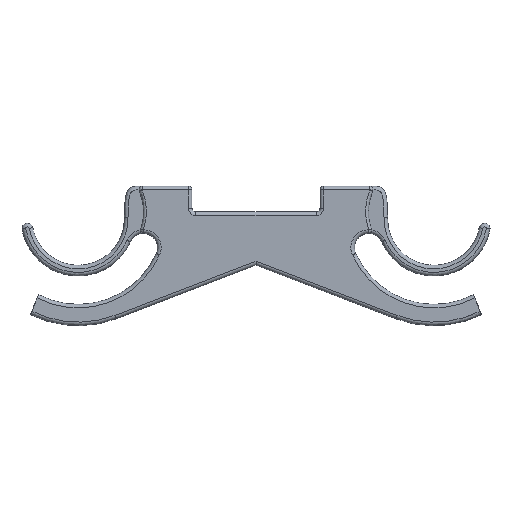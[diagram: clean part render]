
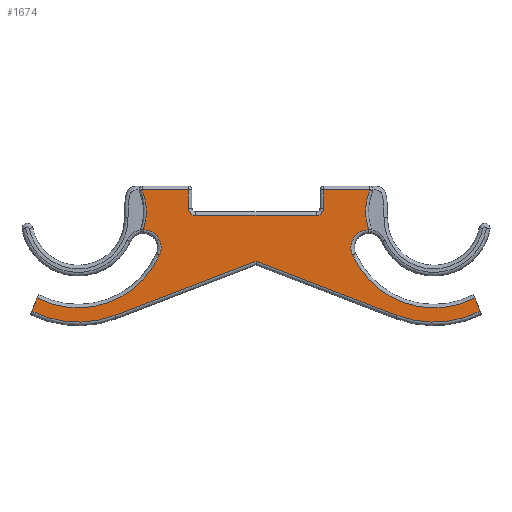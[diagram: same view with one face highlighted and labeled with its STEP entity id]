
A CAD part, top view. The second image highlights one B-rep face of the part: STEP entity #1674.
In plain terms, the highlighted planar face has unit normal (0, 0, 1).
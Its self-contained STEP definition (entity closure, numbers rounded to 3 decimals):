
#69=PLANE('',#1830);
#85=B_SPLINE_CURVE_WITH_KNOTS('',3,(#2486,#2487,#2488,#2489,#2490,#2491),
 .UNSPECIFIED.,.F.,.F.,(4,1,1,4),(-2.867,-2.048,-1.229,
0.),.UNSPECIFIED.);
#86=B_SPLINE_CURVE_WITH_KNOTS('',3,(#2512,#2513,#2514,#2515,#2516,#2517),
 .UNSPECIFIED.,.F.,.F.,(4,1,1,4),(-2.867,-2.048,-1.229,
0.),.UNSPECIFIED.);
#196=LINE('',#2408,#259);
#199=LINE('',#2433,#262);
#203=LINE('',#2439,#266);
#212=LINE('',#2473,#275);
#214=LINE('',#2484,#277);
#215=LINE('',#2497,#278);
#216=LINE('',#2501,#279);
#217=LINE('',#2503,#280);
#218=LINE('',#2507,#281);
#259=VECTOR('',#1996,10.);
#262=VECTOR('',#2023,10.);
#266=VECTOR('',#2031,10.);
#275=VECTOR('',#2076,10.);
#277=VECTOR('',#2080,10.);
#278=VECTOR('',#2085,10.);
#279=VECTOR('',#2088,10.);
#280=VECTOR('',#2089,10.);
#281=VECTOR('',#2092,10.);
#369=FACE_OUTER_BOUND('',#482,.T.);
#482=EDGE_LOOP('',(#1171,#1172,#1173,#1174,#1175,#1176,#1177,#1178,#1179,
#1180,#1181,#1182,#1183,#1184,#1185,#1186,#1187,#1188,#1189));
#586=CIRCLE('',#1794,5.);
#592=CIRCLE('',#1804,5.);
#606=CIRCLE('',#1831,12.5);
#607=CIRCLE('',#1832,62.5);
#608=CIRCLE('',#1833,72.5);
#609=CIRCLE('',#1834,72.5);
#610=CIRCLE('',#1835,62.5);
#611=CIRCLE('',#1836,12.5);
#681=VERTEX_POINT('',#2394);
#683=VERTEX_POINT('',#2398);
#685=VERTEX_POINT('',#2406);
#690=VERTEX_POINT('',#2420);
#691=VERTEX_POINT('',#2421);
#694=VERTEX_POINT('',#2429);
#702=VERTEX_POINT('',#2472);
#704=VERTEX_POINT('',#2483);
#705=VERTEX_POINT('',#2485);
#706=VERTEX_POINT('',#2492);
#707=VERTEX_POINT('',#2494);
#708=VERTEX_POINT('',#2496);
#709=VERTEX_POINT('',#2498);
#710=VERTEX_POINT('',#2500);
#711=VERTEX_POINT('',#2502);
#712=VERTEX_POINT('',#2504);
#713=VERTEX_POINT('',#2506);
#714=VERTEX_POINT('',#2508);
#715=VERTEX_POINT('',#2510);
#842=EDGE_CURVE('',#683,#681,#586,.T.);
#846=EDGE_CURVE('',#685,#683,#196,.T.);
#852=EDGE_CURVE('',#690,#691,#592,.T.);
#858=EDGE_CURVE('',#691,#694,#199,.T.);
#862=EDGE_CURVE('',#681,#690,#203,.T.);
#880=EDGE_CURVE('',#702,#694,#212,.T.);
#883=EDGE_CURVE('',#704,#685,#214,.T.);
#884=EDGE_CURVE('',#705,#704,#85,.T.);
#885=EDGE_CURVE('',#706,#705,#606,.T.);
#886=EDGE_CURVE('',#707,#706,#607,.T.);
#887=EDGE_CURVE('',#707,#708,#215,.T.);
#888=EDGE_CURVE('',#709,#708,#608,.T.);
#889=EDGE_CURVE('',#710,#709,#216,.T.);
#890=EDGE_CURVE('',#710,#711,#217,.T.);
#891=EDGE_CURVE('',#711,#712,#609,.T.);
#892=EDGE_CURVE('',#713,#712,#218,.T.);
#893=EDGE_CURVE('',#713,#714,#610,.T.);
#894=EDGE_CURVE('',#714,#715,#611,.T.);
#895=EDGE_CURVE('',#715,#702,#86,.T.);
#1171=ORIENTED_EDGE('',*,*,#858,.F.);
#1172=ORIENTED_EDGE('',*,*,#852,.F.);
#1173=ORIENTED_EDGE('',*,*,#862,.F.);
#1174=ORIENTED_EDGE('',*,*,#842,.F.);
#1175=ORIENTED_EDGE('',*,*,#846,.F.);
#1176=ORIENTED_EDGE('',*,*,#883,.F.);
#1177=ORIENTED_EDGE('',*,*,#884,.F.);
#1178=ORIENTED_EDGE('',*,*,#885,.F.);
#1179=ORIENTED_EDGE('',*,*,#886,.F.);
#1180=ORIENTED_EDGE('',*,*,#887,.T.);
#1181=ORIENTED_EDGE('',*,*,#888,.F.);
#1182=ORIENTED_EDGE('',*,*,#889,.F.);
#1183=ORIENTED_EDGE('',*,*,#890,.T.);
#1184=ORIENTED_EDGE('',*,*,#891,.T.);
#1185=ORIENTED_EDGE('',*,*,#892,.F.);
#1186=ORIENTED_EDGE('',*,*,#893,.T.);
#1187=ORIENTED_EDGE('',*,*,#894,.T.);
#1188=ORIENTED_EDGE('',*,*,#895,.T.);
#1189=ORIENTED_EDGE('',*,*,#880,.T.);
#1674=ADVANCED_FACE('',(#369),#69,.T.);
#1794=AXIS2_PLACEMENT_3D('',#2400,#1986,#1987);
#1804=AXIS2_PLACEMENT_3D('',#2422,#2010,#2011);
#1830=AXIS2_PLACEMENT_3D('',#2482,#2078,#2079);
#1831=AXIS2_PLACEMENT_3D('',#2493,#2081,#2082);
#1832=AXIS2_PLACEMENT_3D('',#2495,#2083,#2084);
#1833=AXIS2_PLACEMENT_3D('',#2499,#2086,#2087);
#1834=AXIS2_PLACEMENT_3D('',#2505,#2090,#2091);
#1835=AXIS2_PLACEMENT_3D('',#2509,#2093,#2094);
#1836=AXIS2_PLACEMENT_3D('',#2511,#2095,#2096);
#1986=DIRECTION('center_axis',(0.,0.,1.));
#1987=DIRECTION('ref_axis',(-0.707,-0.707,0.));
#1996=DIRECTION('',(0.,-1.,0.));
#2010=DIRECTION('center_axis',(0.,0.,1.));
#2011=DIRECTION('ref_axis',(0.707,-0.707,0.));
#2023=DIRECTION('',(0.,1.,0.));
#2031=DIRECTION('',(1.,0.,0.));
#2076=DIRECTION('',(-1.,0.,0.));
#2078=DIRECTION('center_axis',(0.,0.,1.));
#2079=DIRECTION('ref_axis',(1.,0.,0.));
#2080=DIRECTION('',(1.,0.,0.));
#2081=DIRECTION('center_axis',(0.,0.,1.));
#2082=DIRECTION('ref_axis',(0.736,0.677,0.));
#2083=DIRECTION('center_axis',(0.,0.,1.));
#2084=DIRECTION('ref_axis',(0.331,-0.944,0.));
#2085=DIRECTION('',(-0.369,-0.93,0.));
#2086=DIRECTION('center_axis',(0.,0.,-1.));
#2087=DIRECTION('ref_axis',(-0.048,-0.999,0.));
#2088=DIRECTION('',(-0.934,-0.358,0.));
#2089=DIRECTION('',(0.934,-0.358,0.));
#2090=DIRECTION('center_axis',(0.,0.,1.));
#2091=DIRECTION('ref_axis',(0.048,-0.999,0.));
#2092=DIRECTION('',(0.369,-0.93,0.));
#2093=DIRECTION('center_axis',(0.,0.,-1.));
#2094=DIRECTION('ref_axis',(-0.331,-0.944,0.));
#2095=DIRECTION('center_axis',(0.,0.,-1.));
#2096=DIRECTION('ref_axis',(-0.736,0.677,0.));
#2394=CARTESIAN_POINT('',(-42.5,2.5,12.));
#2398=CARTESIAN_POINT('',(-47.5,7.5,12.));
#2400=CARTESIAN_POINT('Origin',(-42.5,7.5,12.));
#2406=CARTESIAN_POINT('',(-47.5,20.5,12.));
#2408=CARTESIAN_POINT('',(-47.5,-10.494,12.));
#2420=CARTESIAN_POINT('',(42.5,2.5,12.));
#2421=CARTESIAN_POINT('',(47.5,7.5,12.));
#2422=CARTESIAN_POINT('Origin',(42.5,7.5,12.));
#2429=CARTESIAN_POINT('',(47.5,20.5,12.));
#2433=CARTESIAN_POINT('',(47.5,-10.494,12.));
#2439=CARTESIAN_POINT('',(-41.11,2.5,12.));
#2472=CARTESIAN_POINT('',(79.925,20.5,12.));
#2473=CARTESIAN_POINT('',(63.61,20.5,12.));
#2482=CARTESIAN_POINT('Origin',(-82.22,-25.987,12.));
#2483=CARTESIAN_POINT('',(-79.925,20.5,12.));
#2484=CARTESIAN_POINT('',(-63.61,20.5,12.));
#2485=CARTESIAN_POINT('',(-79.136,-7.589,12.));
#2486=CARTESIAN_POINT('Ctrl Pts',(-79.136,-7.589,12.));
#2487=CARTESIAN_POINT('Ctrl Pts',(-78.259,-5.003,12.));
#2488=CARTESIAN_POINT('Ctrl Pts',(-76.964,0.338,12.));
#2489=CARTESIAN_POINT('Ctrl Pts',(-76.885,9.96,12.));
#2490=CARTESIAN_POINT('Ctrl Pts',(-78.58,16.631,12.));
#2491=CARTESIAN_POINT('Ctrl Pts',(-79.925,20.5,12.));
#2492=CARTESIAN_POINT('',(-67.766,-25.111,12.));
#2493=CARTESIAN_POINT('Origin',(-79.213,-20.089,12.));
#2494=CARTESIAN_POINT('',(-153.798,-55.47,12.));
#2495=CARTESIAN_POINT('Origin',(-125.,0.,12.));
#2496=CARTESIAN_POINT('',(-157.5,-64.807,12.));
#2497=CARTESIAN_POINT('',(-152.871,-53.134,12.));
#2498=CARTESIAN_POINT('',(-99.06,-67.701,12.));
#2499=CARTESIAN_POINT('Origin',(-125.,0.,12.));
#2500=CARTESIAN_POINT('',(0.,-29.745,12.));
#2501=CARTESIAN_POINT('',(-84.749,-62.217,12.));
#2502=CARTESIAN_POINT('',(99.06,-67.701,12.));
#2503=CARTESIAN_POINT('',(84.749,-62.217,12.));
#2504=CARTESIAN_POINT('',(157.5,-64.807,12.));
#2505=CARTESIAN_POINT('Origin',(125.,0.,12.));
#2506=CARTESIAN_POINT('',(153.798,-55.47,12.));
#2507=CARTESIAN_POINT('',(152.871,-53.134,12.));
#2508=CARTESIAN_POINT('',(67.766,-25.111,12.));
#2509=CARTESIAN_POINT('Origin',(125.,0.,12.));
#2510=CARTESIAN_POINT('',(79.136,-7.589,12.));
#2511=CARTESIAN_POINT('Origin',(79.213,-20.089,12.));
#2512=CARTESIAN_POINT('Ctrl Pts',(79.136,-7.589,12.));
#2513=CARTESIAN_POINT('Ctrl Pts',(78.259,-5.003,12.));
#2514=CARTESIAN_POINT('Ctrl Pts',(76.964,0.338,12.));
#2515=CARTESIAN_POINT('Ctrl Pts',(76.885,9.96,12.));
#2516=CARTESIAN_POINT('Ctrl Pts',(78.58,16.631,12.));
#2517=CARTESIAN_POINT('Ctrl Pts',(79.925,20.5,12.));
